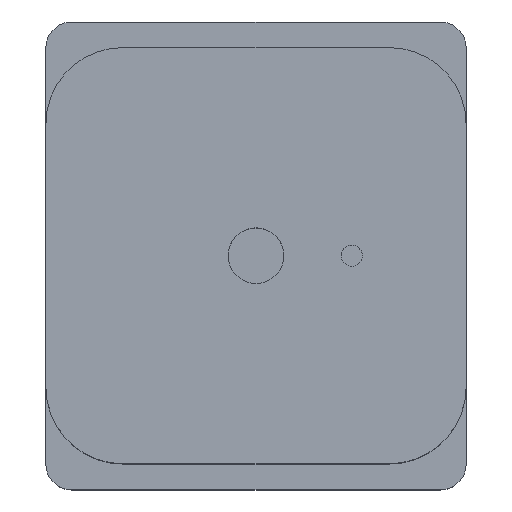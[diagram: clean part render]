
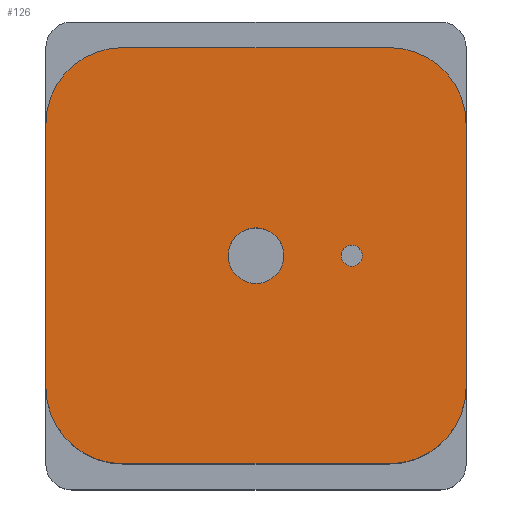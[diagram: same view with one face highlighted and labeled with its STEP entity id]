
A CAD part, top view. The second image highlights one B-rep face of the part: STEP entity #126.
In plain terms, the highlighted planar face has unit normal (0, 0, 1).
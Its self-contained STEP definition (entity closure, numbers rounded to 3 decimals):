
#35 = VERTEX_POINT('',#36);
#36 = CARTESIAN_POINT('',(-10.955,-6.85,11.));
#42 = EDGE_CURVE('',#35,#43,#45,.T.);
#43 = VERTEX_POINT('',#44);
#44 = CARTESIAN_POINT('',(-10.955,6.85,11.));
#45 = LINE('',#46,#47);
#46 = CARTESIAN_POINT('',(-10.955,-10.85,11.));
#47 = VECTOR('',#48,1.);
#48 = DIRECTION('',(0.,1.,0.));
#107 = VERTEX_POINT('',#108);
#108 = CARTESIAN_POINT('',(-6.955,-10.85,11.));
#114 = EDGE_CURVE('',#35,#107,#115,.T.);
#115 = CIRCLE('',#116,4.);
#116 = AXIS2_PLACEMENT_3D('',#117,#118,#119);
#117 = CARTESIAN_POINT('',(-6.955,-6.85,11.));
#118 = DIRECTION('',(-0.,0.,1.));
#119 = DIRECTION('',(0.,-1.,0.));
#126 = ADVANCED_FACE('',(#127,#180,#191),#202,.T.);
#127 = FACE_BOUND('',#128,.T.);
#128 = EDGE_LOOP('',(#129,#130,#131,#139,#148,#156,#165,#173));
#129 = ORIENTED_EDGE('',*,*,#42,.F.);
#130 = ORIENTED_EDGE('',*,*,#114,.T.);
#131 = ORIENTED_EDGE('',*,*,#132,.F.);
#132 = EDGE_CURVE('',#133,#107,#135,.T.);
#133 = VERTEX_POINT('',#134);
#134 = CARTESIAN_POINT('',(6.955,-10.85,11.));
#135 = LINE('',#136,#137);
#136 = CARTESIAN_POINT('',(10.955,-10.85,11.));
#137 = VECTOR('',#138,1.);
#138 = DIRECTION('',(-1.,0.,0.));
#139 = ORIENTED_EDGE('',*,*,#140,.T.);
#140 = EDGE_CURVE('',#133,#141,#143,.T.);
#141 = VERTEX_POINT('',#142);
#142 = CARTESIAN_POINT('',(10.955,-6.85,11.));
#143 = CIRCLE('',#144,4.);
#144 = AXIS2_PLACEMENT_3D('',#145,#146,#147);
#145 = CARTESIAN_POINT('',(6.955,-6.85,11.));
#146 = DIRECTION('',(-0.,0.,1.));
#147 = DIRECTION('',(0.,-1.,0.));
#148 = ORIENTED_EDGE('',*,*,#149,.F.);
#149 = EDGE_CURVE('',#150,#141,#152,.T.);
#150 = VERTEX_POINT('',#151);
#151 = CARTESIAN_POINT('',(10.955,6.85,11.));
#152 = LINE('',#153,#154);
#153 = CARTESIAN_POINT('',(10.955,10.85,11.));
#154 = VECTOR('',#155,1.);
#155 = DIRECTION('',(0.,-1.,0.));
#156 = ORIENTED_EDGE('',*,*,#157,.F.);
#157 = EDGE_CURVE('',#158,#150,#160,.T.);
#158 = VERTEX_POINT('',#159);
#159 = CARTESIAN_POINT('',(6.955,10.85,11.));
#160 = CIRCLE('',#161,4.);
#161 = AXIS2_PLACEMENT_3D('',#162,#163,#164);
#162 = CARTESIAN_POINT('',(6.955,6.85,11.));
#163 = DIRECTION('',(-0.,-0.,-1.));
#164 = DIRECTION('',(0.,-1.,0.));
#165 = ORIENTED_EDGE('',*,*,#166,.F.);
#166 = EDGE_CURVE('',#167,#158,#169,.T.);
#167 = VERTEX_POINT('',#168);
#168 = CARTESIAN_POINT('',(-6.955,10.85,11.));
#169 = LINE('',#170,#171);
#170 = CARTESIAN_POINT('',(-10.955,10.85,11.));
#171 = VECTOR('',#172,1.);
#172 = DIRECTION('',(1.,0.,0.));
#173 = ORIENTED_EDGE('',*,*,#174,.F.);
#174 = EDGE_CURVE('',#43,#167,#175,.T.);
#175 = CIRCLE('',#176,4.);
#176 = AXIS2_PLACEMENT_3D('',#177,#178,#179);
#177 = CARTESIAN_POINT('',(-6.955,6.85,11.));
#178 = DIRECTION('',(-0.,-0.,-1.));
#179 = DIRECTION('',(0.,-1.,0.));
#180 = FACE_BOUND('',#181,.T.);
#181 = EDGE_LOOP('',(#182));
#182 = ORIENTED_EDGE('',*,*,#183,.F.);
#183 = EDGE_CURVE('',#184,#184,#186,.T.);
#184 = VERTEX_POINT('',#185);
#185 = CARTESIAN_POINT('',(5.55,0.,11.));
#186 = CIRCLE('',#187,0.55);
#187 = AXIS2_PLACEMENT_3D('',#188,#189,#190);
#188 = CARTESIAN_POINT('',(5.,0.,11.));
#189 = DIRECTION('',(0.,0.,1.));
#190 = DIRECTION('',(1.,0.,0.));
#191 = FACE_BOUND('',#192,.T.);
#192 = EDGE_LOOP('',(#193));
#193 = ORIENTED_EDGE('',*,*,#194,.F.);
#194 = EDGE_CURVE('',#195,#195,#197,.T.);
#195 = VERTEX_POINT('',#196);
#196 = CARTESIAN_POINT('',(1.45,0.,11.));
#197 = CIRCLE('',#198,1.45);
#198 = AXIS2_PLACEMENT_3D('',#199,#200,#201);
#199 = CARTESIAN_POINT('',(0.,0.,11.));
#200 = DIRECTION('',(0.,0.,1.));
#201 = DIRECTION('',(1.,0.,0.));
#202 = PLANE('',#203);
#203 = AXIS2_PLACEMENT_3D('',#204,#205,#206);
#204 = CARTESIAN_POINT('',(0.,0.,11.));
#205 = DIRECTION('',(0.,0.,1.));
#206 = DIRECTION('',(1.,0.,0.));
